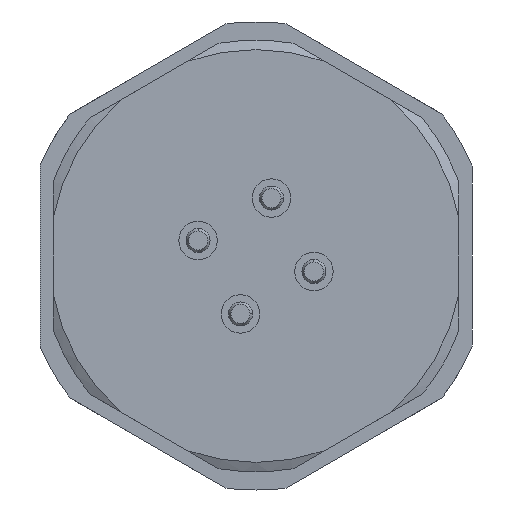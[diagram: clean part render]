
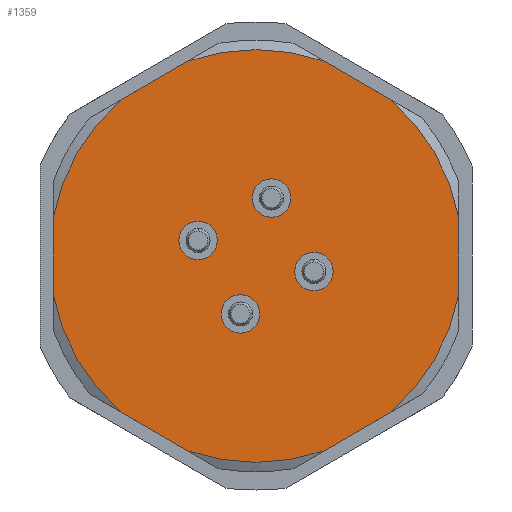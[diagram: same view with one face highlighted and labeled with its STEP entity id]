
A CAD part, front view. The second image highlights one B-rep face of the part: STEP entity #1359.
In plain terms, the highlighted planar face has unit normal (0, -1, 0).
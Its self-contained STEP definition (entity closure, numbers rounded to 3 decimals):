
#205=FACE_BOUND('',#2294,.T.);
#206=FACE_BOUND('',#2295,.T.);
#207=FACE_BOUND('',#2296,.T.);
#208=FACE_BOUND('',#2297,.T.);
#209=FACE_BOUND('',#2298,.T.);
#304=PLANE('',#7964);
#1359=ADVANCED_FACE('',(#205,#206,#207,#208,#209),#304,.T.);
#2294=EDGE_LOOP('',(#4837,#4838));
#2295=EDGE_LOOP('',(#4839,#4840));
#2296=EDGE_LOOP('',(#4841,#4842));
#2297=EDGE_LOOP('',(#4843,#4844));
#2298=EDGE_LOOP('',(#4845,#4846,#4847,#4848,#4849,#4850,#4851,#4852,#4853,
#4854,#4855,#4856));
#2355=CIRCLE('',#7472,0.8);
#2356=CIRCLE('',#7474,0.8);
#2369=CIRCLE('',#7494,0.8);
#2370=CIRCLE('',#7496,0.8);
#2383=CIRCLE('',#7516,0.8);
#2384=CIRCLE('',#7518,0.8);
#2397=CIRCLE('',#7538,0.8);
#2398=CIRCLE('',#7540,0.8);
#2399=CIRCLE('',#7542,8.6);
#2533=CIRCLE('',#7934,8.6);
#2536=CIRCLE('',#7940,8.6);
#2540=CIRCLE('',#7946,8.6);
#2546=CIRCLE('',#7960,8.6);
#2548=CIRCLE('',#7963,8.6);
#4837=ORIENTED_EDGE('',*,*,#5805,.F.);
#4838=ORIENTED_EDGE('',*,*,#5806,.F.);
#4839=ORIENTED_EDGE('',*,*,#5825,.F.);
#4840=ORIENTED_EDGE('',*,*,#5826,.F.);
#4841=ORIENTED_EDGE('',*,*,#5845,.F.);
#4842=ORIENTED_EDGE('',*,*,#5846,.F.);
#4843=ORIENTED_EDGE('',*,*,#5865,.F.);
#4844=ORIENTED_EDGE('',*,*,#5866,.F.);
#4845=ORIENTED_EDGE('',*,*,#6818,.F.);
#4846=ORIENTED_EDGE('',*,*,#6815,.F.);
#4847=ORIENTED_EDGE('',*,*,#6840,.F.);
#4848=ORIENTED_EDGE('',*,*,#6837,.F.);
#4849=ORIENTED_EDGE('',*,*,#6830,.F.);
#4850=ORIENTED_EDGE('',*,*,#6826,.F.);
#4851=ORIENTED_EDGE('',*,*,#6848,.F.);
#4852=ORIENTED_EDGE('',*,*,#5868,.F.);
#4853=ORIENTED_EDGE('',*,*,#6854,.F.);
#4854=ORIENTED_EDGE('',*,*,#6858,.F.);
#4855=ORIENTED_EDGE('',*,*,#6860,.F.);
#4856=ORIENTED_EDGE('',*,*,#6861,.F.);
#4965=VERTEX_POINT('',#9717);
#4966=VERTEX_POINT('',#9719);
#4979=VERTEX_POINT('',#9759);
#4980=VERTEX_POINT('',#9761);
#4993=VERTEX_POINT('',#9801);
#4994=VERTEX_POINT('',#9803);
#5007=VERTEX_POINT('',#9843);
#5008=VERTEX_POINT('',#9845);
#5010=VERTEX_POINT('',#9857);
#5011=VERTEX_POINT('',#9859);
#5667=VERTEX_POINT('',#16912);
#5668=VERTEX_POINT('',#16914);
#5670=VERTEX_POINT('',#16925);
#5676=VERTEX_POINT('',#16957);
#5677=VERTEX_POINT('',#16959);
#5680=VERTEX_POINT('',#16972);
#5684=VERTEX_POINT('',#16999);
#5692=VERTEX_POINT('',#17051);
#5696=VERTEX_POINT('',#17072);
#5697=VERTEX_POINT('',#17077);
#5805=EDGE_CURVE('',#4966,#4965,#2355,.T.);
#5806=EDGE_CURVE('',#4965,#4966,#2356,.T.);
#5825=EDGE_CURVE('',#4980,#4979,#2369,.T.);
#5826=EDGE_CURVE('',#4979,#4980,#2370,.T.);
#5845=EDGE_CURVE('',#4994,#4993,#2383,.T.);
#5846=EDGE_CURVE('',#4993,#4994,#2384,.T.);
#5865=EDGE_CURVE('',#5008,#5007,#2397,.T.);
#5866=EDGE_CURVE('',#5007,#5008,#2398,.T.);
#5868=EDGE_CURVE('',#5010,#5011,#2399,.T.);
#6815=EDGE_CURVE('',#5667,#5668,#2533,.T.);
#6818=EDGE_CURVE('',#5668,#5670,#7110,.T.);
#6826=EDGE_CURVE('',#5676,#5677,#2536,.T.);
#6830=EDGE_CURVE('',#5677,#5680,#7114,.T.);
#6837=EDGE_CURVE('',#5680,#5684,#2540,.T.);
#6840=EDGE_CURVE('',#5684,#5667,#7118,.T.);
#6848=EDGE_CURVE('',#5011,#5676,#7122,.T.);
#6854=EDGE_CURVE('',#5692,#5010,#7125,.T.);
#6858=EDGE_CURVE('',#5696,#5692,#2546,.T.);
#6860=EDGE_CURVE('',#5697,#5696,#7127,.T.);
#6861=EDGE_CURVE('',#5670,#5697,#2548,.T.);
#7110=LINE('',#16924,#7370);
#7114=LINE('',#16971,#7374);
#7118=LINE('',#17008,#7378);
#7122=LINE('',#17029,#7382);
#7125=LINE('',#17053,#7385);
#7127=LINE('',#17076,#7387);
#7370=VECTOR('',#9308,1.);
#7374=VECTOR('',#9326,1.);
#7378=VECTOR('',#9342,1.);
#7382=VECTOR('',#9358,1.);
#7385=VECTOR('',#9367,1.);
#7387=VECTOR('',#9377,1.);
#7472=AXIS2_PLACEMENT_3D('',#9720,#8176,#8177);
#7474=AXIS2_PLACEMENT_3D('',#9722,#8180,#8181);
#7494=AXIS2_PLACEMENT_3D('',#9762,#8226,#8227);
#7496=AXIS2_PLACEMENT_3D('',#9764,#8230,#8231);
#7516=AXIS2_PLACEMENT_3D('',#9804,#8276,#8277);
#7518=AXIS2_PLACEMENT_3D('',#9806,#8280,#8281);
#7538=AXIS2_PLACEMENT_3D('',#9846,#8326,#8327);
#7540=AXIS2_PLACEMENT_3D('',#9848,#8330,#8331);
#7542=AXIS2_PLACEMENT_3D('',#9858,#8334,#8335);
#7934=AXIS2_PLACEMENT_3D('',#16913,#9302,#9303);
#7940=AXIS2_PLACEMENT_3D('',#16958,#9318,#9319);
#7946=AXIS2_PLACEMENT_3D('',#17002,#9333,#9334);
#7960=AXIS2_PLACEMENT_3D('',#17073,#9371,#9372);
#7963=AXIS2_PLACEMENT_3D('',#17078,#9378,#9379);
#7964=AXIS2_PLACEMENT_3D('',#17079,#9380,#9381);
#8176=DIRECTION('',(0.,-1.,0.));
#8177=DIRECTION('',(0.,0.,-1.));
#8180=DIRECTION('',(0.,-1.,0.));
#8181=DIRECTION('',(0.,0.,1.));
#8226=DIRECTION('',(0.,-1.,0.));
#8227=DIRECTION('',(-1.,0.,0.));
#8230=DIRECTION('',(0.,-1.,0.));
#8231=DIRECTION('',(1.,0.,0.));
#8276=DIRECTION('',(0.,-1.,0.));
#8277=DIRECTION('',(0.,0.,1.));
#8280=DIRECTION('',(0.,-1.,0.));
#8281=DIRECTION('',(0.,0.,-1.));
#8326=DIRECTION('',(0.,-1.,0.));
#8327=DIRECTION('',(1.,0.,0.));
#8330=DIRECTION('',(0.,-1.,0.));
#8331=DIRECTION('',(-1.,0.,0.));
#8334=DIRECTION('',(0.,1.,0.));
#8335=DIRECTION('',(-0.652,0.,-0.758));
#9302=DIRECTION('',(0.,1.,0.));
#9303=DIRECTION('',(0.652,0.,0.758));
#9308=DIRECTION('',(0.,0.,-1.));
#9318=DIRECTION('',(0.,1.,0.));
#9319=DIRECTION('',(-0.983,0.,0.186));
#9326=DIRECTION('',(0.866,0.,0.5));
#9333=DIRECTION('',(0.,1.,0.));
#9334=DIRECTION('',(-0.33,0.,0.944));
#9342=DIRECTION('',(0.866,0.,-0.5));
#9358=DIRECTION('',(0.,0.,1.));
#9367=DIRECTION('',(-0.866,0.,0.5));
#9371=DIRECTION('',(0.,1.,0.));
#9372=DIRECTION('',(0.33,0.,-0.944));
#9377=DIRECTION('',(-0.866,0.,-0.5));
#9378=DIRECTION('',(0.,1.,0.));
#9379=DIRECTION('',(0.983,0.,-0.186));
#9380=DIRECTION('',(0.,-1.,0.));
#9381=DIRECTION('',(-0.5,0.,0.866));
#9717=CARTESIAN_POINT('',(2.415,-10.017,0.153));
#9719=CARTESIAN_POINT('',(2.415,-10.017,-1.447));
#9720=CARTESIAN_POINT('',(2.415,-10.017,-0.647));
#9722=CARTESIAN_POINT('',(2.415,-10.017,-0.647));
#9759=CARTESIAN_POINT('',(0.153,-10.017,-2.415));
#9761=CARTESIAN_POINT('',(-1.447,-10.017,-2.415));
#9762=CARTESIAN_POINT('',(-0.647,-10.017,-2.415));
#9764=CARTESIAN_POINT('',(-0.647,-10.017,-2.415));
#9801=CARTESIAN_POINT('',(-2.415,-10.017,-0.153));
#9803=CARTESIAN_POINT('',(-2.415,-10.017,1.447));
#9804=CARTESIAN_POINT('',(-2.415,-10.017,0.647));
#9806=CARTESIAN_POINT('',(-2.415,-10.017,0.647));
#9843=CARTESIAN_POINT('',(-0.153,-10.017,2.415));
#9845=CARTESIAN_POINT('',(1.447,-10.017,2.415));
#9846=CARTESIAN_POINT('',(0.647,-10.017,2.415));
#9848=CARTESIAN_POINT('',(0.647,-10.017,2.415));
#9857=CARTESIAN_POINT('',(-5.61,-10.017,-6.518));
#9858=CARTESIAN_POINT('',(0.,-10.017,0.));
#9859=CARTESIAN_POINT('',(-8.45,-10.017,-1.599));
#16912=CARTESIAN_POINT('',(5.61,-10.017,6.518));
#16913=CARTESIAN_POINT('',(0.,-10.017,0.));
#16914=CARTESIAN_POINT('',(8.45,-10.017,1.599));
#16924=CARTESIAN_POINT('',(8.45,-10.017,1.599));
#16925=CARTESIAN_POINT('',(8.45,-10.017,-1.599));
#16957=CARTESIAN_POINT('',(-8.45,-10.017,1.599));
#16958=CARTESIAN_POINT('',(0.,-10.017,0.));
#16959=CARTESIAN_POINT('',(-5.61,-10.017,6.518));
#16971=CARTESIAN_POINT('',(-5.61,-10.017,6.518));
#16972=CARTESIAN_POINT('',(-2.84,-10.017,8.118));
#16999=CARTESIAN_POINT('',(2.84,-10.017,8.118));
#17002=CARTESIAN_POINT('',(0.,-10.017,0.));
#17008=CARTESIAN_POINT('',(2.84,-10.017,8.118));
#17029=CARTESIAN_POINT('',(-8.45,-10.017,-1.599));
#17051=CARTESIAN_POINT('',(-2.84,-10.017,-8.118));
#17053=CARTESIAN_POINT('',(-2.84,-10.017,-8.118));
#17072=CARTESIAN_POINT('',(2.84,-10.017,-8.118));
#17073=CARTESIAN_POINT('',(0.,-10.017,0.));
#17076=CARTESIAN_POINT('',(5.61,-10.017,-6.518));
#17077=CARTESIAN_POINT('',(5.61,-10.017,-6.518));
#17078=CARTESIAN_POINT('',(0.,-10.017,0.));
#17079=CARTESIAN_POINT('',(-3.875,-10.017,6.712));
